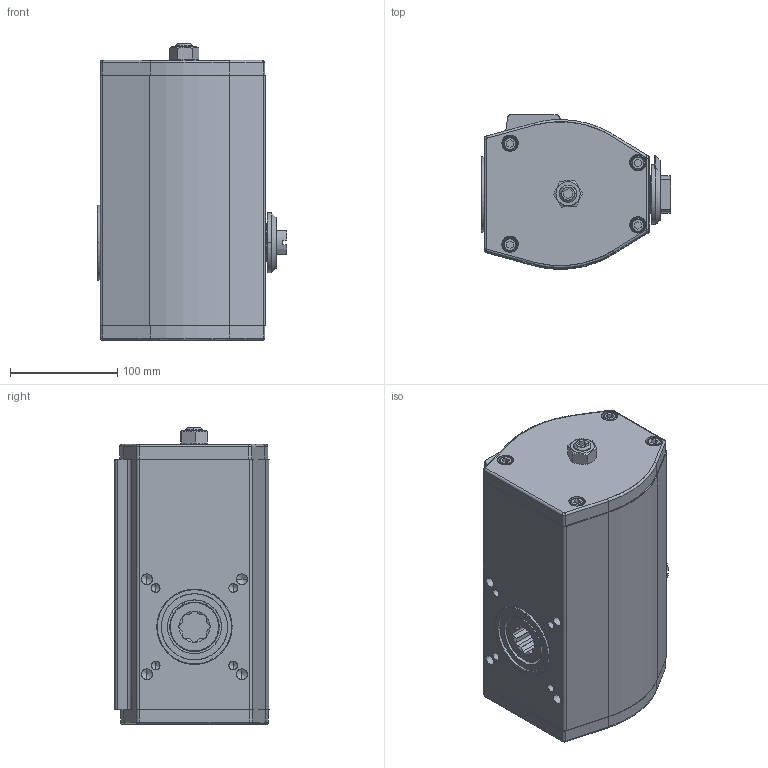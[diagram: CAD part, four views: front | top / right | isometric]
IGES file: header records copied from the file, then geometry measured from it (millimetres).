
Start section: SolidWorks IGES file using analytic representation for surfaces
Global section: file name: 009139.IGS; native system: SolidWorks 2018; preprocessor: SolidWorks 2018; author: mikael.kalrot; date: 180214.102703; units: millimetre
Bounding box: 176.59 x 143.42 x 275.9 mm (x, y, z)
Surface area: 207580.6 mm2 (no closed solid volume)
Topology: 0 solids, 0 shells, 550 faces, 7781 edges, 7743 vertices
Faces by surface type: bspline 299, revolution 251
